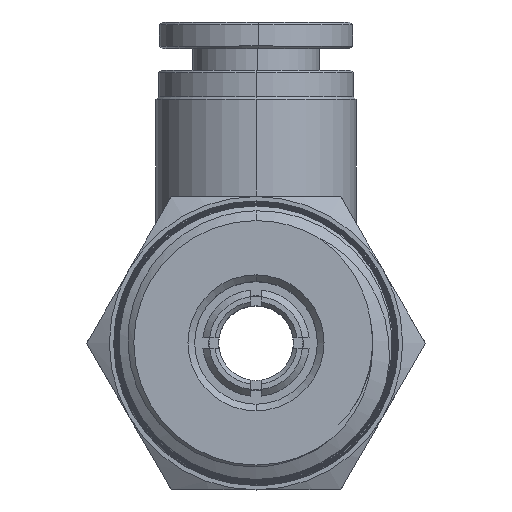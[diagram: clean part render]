
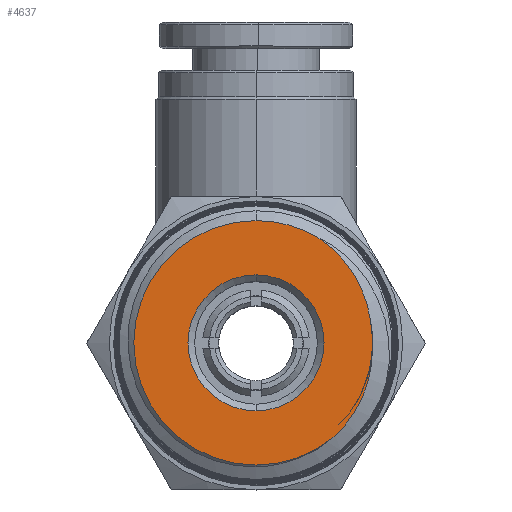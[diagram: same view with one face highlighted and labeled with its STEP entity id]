
A CAD part, top view. The second image highlights one B-rep face of the part: STEP entity #4637.
In plain terms, the highlighted planar face has unit normal (0, 0, 1).
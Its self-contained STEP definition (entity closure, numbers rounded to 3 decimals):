
#1008 = CARTESIAN_POINT ( 'NONE',  ( 6.289, -6.629, 21.1 ) ) ;
#1181 = EDGE_CURVE ( 'NONE', #10160, #27025, #38251, .T. ) ;
#1288 = VERTEX_POINT ( 'NONE', #5684 ) ;
#1390 = EDGE_CURVE ( 'NONE', #31703, #10215, #1790, .T. ) ;
#1790 = CIRCLE ( 'NONE', #6179, 9.166 ) ;
#1988 = DIRECTION ( 'NONE',  ( 0., 0., -1. ) ) ;
#2814 = EDGE_CURVE ( 'NONE', #27025, #31703, #11979, .T. ) ;
#3622 = CARTESIAN_POINT ( 'NONE',  ( 7.646, 4.646, 21.1 ) ) ;
#4120 = CARTESIAN_POINT ( 'NONE',  ( 6.075, -6.849, 21.1 ) ) ;
#4637 = ADVANCED_FACE ( 'NONE', ( #26854, #44471 ), #12524, .F. ) ;
#4772 = CARTESIAN_POINT ( 'NONE',  ( 6.889, -5.923, 21.1 ) ) ;
#5209 = EDGE_LOOP ( 'NONE', ( #35113, #23444 ) ) ;
#5355 = CARTESIAN_POINT ( 'NONE',  ( 0., 0., 21.1 ) ) ;
#5684 = CARTESIAN_POINT ( 'NONE',  ( 0., 5.1, 21.1 ) ) ;
#6151 = AXIS2_PLACEMENT_3D ( 'NONE', #24461, #1988, #28213 ) ;
#6179 = AXIS2_PLACEMENT_3D ( 'NONE', #28967, #6489, #32725 ) ;
#6489 = DIRECTION ( 'NONE',  ( 0., 0., 1. ) ) ;
#7372 = CARTESIAN_POINT ( 'NONE',  ( 6.572, 6.224, 21.1 ) ) ;
#7467 = AXIS2_PLACEMENT_3D ( 'NONE', #5355, #31585, #9092 ) ;
#8519 = CARTESIAN_POINT ( 'NONE',  ( 7.732, -4.636, 21.1 ) ) ;
#9092 = DIRECTION ( 'NONE',  ( 0., 1., 0. ) ) ;
#9795 = EDGE_CURVE ( 'NONE', #13224, #1288, #42590, .T. ) ;
#10160 = VERTEX_POINT ( 'NONE', #44544 ) ;
#10215 = VERTEX_POINT ( 'NONE', #41611 ) ;
#10484 = CARTESIAN_POINT ( 'NONE',  ( 8.734, -0.48, 21.1 ) ) ;
#10510 = ORIENTED_EDGE ( 'NONE', *, *, #1181, .T. ) ;
#10945 = CARTESIAN_POINT ( 'NONE',  ( 8.515, 2.246, 21.1 ) ) ;
#11103 = CARTESIAN_POINT ( 'NONE',  ( 5.659, 7.13, 21.1 ) ) ;
#11654 = EDGE_CURVE ( 'NONE', #22658, #24478, #13385, .T. ) ;
#11851 = DIRECTION ( 'NONE',  ( 0., 0., -1. ) ) ;
#11979 = CIRCLE ( 'NONE', #7467, 9.166 ) ;
#12231 = ORIENTED_EDGE ( 'NONE', *, *, #36306, .T. ) ;
#12236 = CARTESIAN_POINT ( 'NONE',  ( 8.419, -2.916, 21.1 ) ) ;
#12524 = PLANE ( 'NONE',  #27402 ) ;
#13219 = CARTESIAN_POINT ( 'NONE',  ( 0., -5.1, 21.1 ) ) ;
#13224 = VERTEX_POINT ( 'NONE', #13219 ) ;
#13385 = B_SPLINE_CURVE_WITH_KNOTS ( 'NONE', 3,
 ( #27857, #31626, #39200, #42985 ),
 .UNSPECIFIED., .F., .F.,
 ( 4, 4 ),
 ( 0., 0.002 ),
 .UNSPECIFIED. ) ;
#14904 = CARTESIAN_POINT ( 'NONE',  ( 4.912, 7.726, 21.1 ) ) ;
#15972 = ORIENTED_EDGE ( 'NONE', *, *, #2814, .T. ) ;
#16082 = CARTESIAN_POINT ( 'NONE',  ( 8.736, -1.102, 21.1 ) ) ;
#17526 = CARTESIAN_POINT ( 'NONE',  ( 0., 9.166, 21.1 ) ) ;
#18573 = CARTESIAN_POINT ( 'NONE',  ( 8.598, 1.607, 21.1 ) ) ;
#19519 = DIRECTION ( 'NONE',  ( 0., 0., 1. ) ) ;
#19730 = CARTESIAN_POINT ( 'NONE',  ( 5.85, -7.057, 21.1 ) ) ;
#20321 = CARTESIAN_POINT ( 'NONE',  ( 0., 0., 21.1 ) ) ;
#21720 = AXIS2_PLACEMENT_3D ( 'NONE', #34395, #11851, #38197 ) ;
#22658 = VERTEX_POINT ( 'NONE', #10484 ) ;
#23444 = ORIENTED_EDGE ( 'NONE', *, *, #35874, .T. ) ;
#24064 = DIRECTION ( 'NONE',  ( 0., 1., 0. ) ) ;
#24461 = CARTESIAN_POINT ( 'NONE',  ( 0., 0., 21.1 ) ) ;
#24478 = VERTEX_POINT ( 'NONE', #37895 ) ;
#26094 = CARTESIAN_POINT ( 'NONE',  ( 7.931, 4.062, 21.1 ) ) ;
#26554 = ORIENTED_EDGE ( 'NONE', *, *, #1390, .T. ) ;
#26854 = FACE_BOUND ( 'NONE', #5209, .T. ) ;
#27025 = VERTEX_POINT ( 'NONE', #17526 ) ;
#27238 = CARTESIAN_POINT ( 'NONE',  ( 6.695, -6.167, 21.1 ) ) ;
#27402 = AXIS2_PLACEMENT_3D ( 'NONE', #20321, #46581, #24064 ) ;
#27857 = CARTESIAN_POINT ( 'NONE',  ( 8.734, -0.48, 21.1 ) ) ;
#28213 = DIRECTION ( 'NONE',  ( 0., 1., 0. ) ) ;
#28214 = EDGE_CURVE ( 'NONE', #10215, #22658, #42283, .T. ) ;
#28315 = ORIENTED_EDGE ( 'NONE', *, *, #28214, .T. ) ;
#28967 = CARTESIAN_POINT ( 'NONE',  ( 0., 0., 21.1 ) ) ;
#29855 = CARTESIAN_POINT ( 'NONE',  ( 6.966, 5.725, 21.1 ) ) ;
#30578 = B_SPLINE_CURVE_WITH_KNOTS ( 'NONE', 3,
 ( #18573, #10945, #48596, #26094, #3622, #29855, #7372, #33631, #11103, #37417, #14904, #41230 ),
 .UNSPECIFIED., .F., .F.,
 ( 4, 2, 2, 2, 2, 4 ),
 ( 0., 0.002, 0.004, 0.006, 0.007, 0.008 ),
 .UNSPECIFIED. ) ;
#30982 = CARTESIAN_POINT ( 'NONE',  ( 7.428, -5.169, 21.1 ) ) ;
#31585 = DIRECTION ( 'NONE',  ( 0., 0., 1. ) ) ;
#31626 = CARTESIAN_POINT ( 'NONE',  ( 8.772, 0.218, 21.1 ) ) ;
#31703 = VERTEX_POINT ( 'NONE', #35287 ) ;
#32725 = DIRECTION ( 'NONE',  ( 0., 1., 0. ) ) ;
#32804 = ORIENTED_EDGE ( 'NONE', *, *, #11654, .T. ) ;
#33631 = CARTESIAN_POINT ( 'NONE',  ( 5.896, 6.913, 21.1 ) ) ;
#34395 = CARTESIAN_POINT ( 'NONE',  ( 0., 0., 21.1 ) ) ;
#34786 = CARTESIAN_POINT ( 'NONE',  ( 8.227, -3.513, 21.1 ) ) ;
#35113 = ORIENTED_EDGE ( 'NONE', *, *, #9795, .T. ) ;
#35287 = CARTESIAN_POINT ( 'NONE',  ( 0., -9.166, 21.1 ) ) ;
#35874 = EDGE_CURVE ( 'NONE', #1288, #13224, #48421, .T. ) ;
#36306 = EDGE_CURVE ( 'NONE', #24478, #10160, #30578, .T. ) ;
#37417 = CARTESIAN_POINT ( 'NONE',  ( 5.167, 7.536, 21.1 ) ) ;
#37895 = CARTESIAN_POINT ( 'NONE',  ( 8.598, 1.607, 21.1 ) ) ;
#38197 = DIRECTION ( 'NONE',  ( 0., 1., 0. ) ) ;
#38251 = CIRCLE ( 'NONE', #43274, 9.166 ) ;
#38575 = CARTESIAN_POINT ( 'NONE',  ( 8.672, -1.713, 21.1 ) ) ;
#39200 = CARTESIAN_POINT ( 'NONE',  ( 8.726, 0.92, 21.1 ) ) ;
#41230 = CARTESIAN_POINT ( 'NONE',  ( 4.647, 7.901, 21.1 ) ) ;
#41611 = CARTESIAN_POINT ( 'NONE',  ( 5.85, -7.057, 21.1 ) ) ;
#41995 = CARTESIAN_POINT ( 'NONE',  ( 0., 0., 21.1 ) ) ;
#42283 = B_SPLINE_CURVE_WITH_KNOTS ( 'NONE', 3,
 ( #19730, #4120, #1008, #27238, #4772, #30982, #8519, #34786, #12236, #38575, #16082, #42352 ),
 .UNSPECIFIED., .F., .F.,
 ( 4, 2, 2, 2, 2, 4 ),
 ( 0.005, 0.006, 0.007, 0.008, 0.01, 0.012 ),
 .UNSPECIFIED. ) ;
#42352 = CARTESIAN_POINT ( 'NONE',  ( 8.734, -0.48, 21.1 ) ) ;
#42590 = CIRCLE ( 'NONE', #21720, 5.1 ) ;
#42985 = CARTESIAN_POINT ( 'NONE',  ( 8.598, 1.607, 21.1 ) ) ;
#43274 = AXIS2_PLACEMENT_3D ( 'NONE', #41995, #19519, #45780 ) ;
#44471 = FACE_OUTER_BOUND ( 'NONE', #45088, .T. ) ;
#44544 = CARTESIAN_POINT ( 'NONE',  ( 4.647, 7.901, 21.1 ) ) ;
#45088 = EDGE_LOOP ( 'NONE', ( #32804, #12231, #10510, #15972, #26554, #28315 ) ) ;
#45780 = DIRECTION ( 'NONE',  ( 0., 1., 0. ) ) ;
#46581 = DIRECTION ( 'NONE',  ( 0., 0., -1. ) ) ;
#48421 = CIRCLE ( 'NONE', #6151, 5.1 ) ;
#48596 = CARTESIAN_POINT ( 'NONE',  ( 8.364, 2.865, 21.1 ) ) ;
